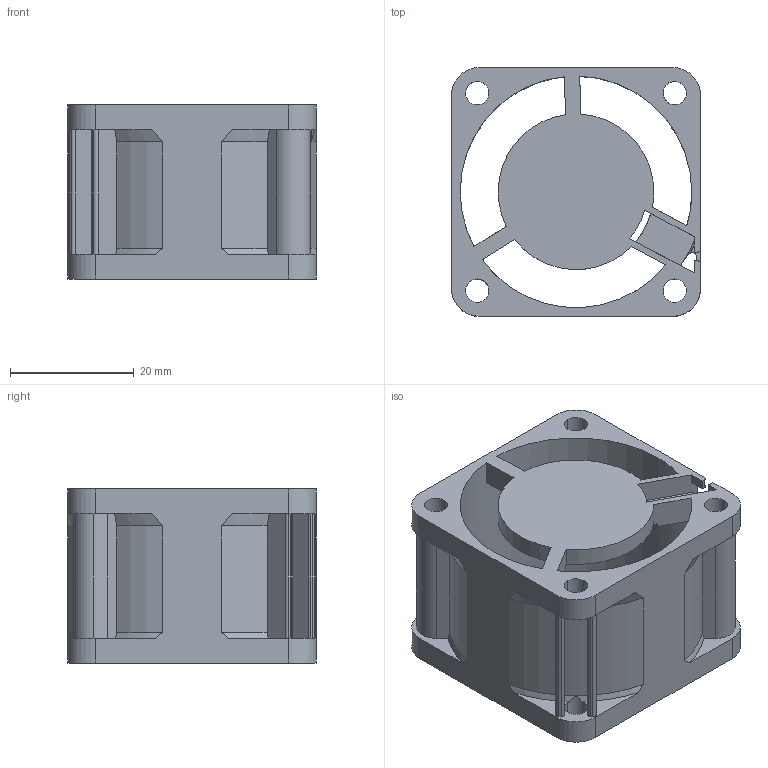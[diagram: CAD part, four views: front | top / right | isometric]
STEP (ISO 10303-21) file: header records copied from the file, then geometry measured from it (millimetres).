
FILE_DESCRIPTION((''),'2;1');
FILE_NAME('40X28P3_FRAME_HOOK.stp','2011-02-14T12:18:35',(''),(''),'AutoCAD STEP 2000i','AutoCAD 2000i',', , ');
FILE_SCHEMA(('CONFIG_CONTROL_DESIGN'));
Length unit declared in the file: millimetre
Products named in the file (2): 40X28P3_FRAME_HOOK; 忣兜1
Assembly tree (1 placements, depth 2):
  40X28P3_FRAME_HOOK
    忣兜1
Bounding box: 40.3 x 40.3 x 28.2 mm (x, y, z)
Volume: 11035.1 mm3; surface area: 11824.9 mm2
Topology: 1 solids, 1 shells, 170 faces, 528 edges, 360 vertices
Faces by surface type: plane 79, cylinder 67, cone 24
Entity records: 6110 total; most frequent: CARTESIAN_POINT 1254, ORIENTED_EDGE 1040, DIRECTION 1006, EDGE_CURVE 520, AXIS2_PLACEMENT_3D 362, VERTEX_POINT 344, VECTOR 282, LINE 282
